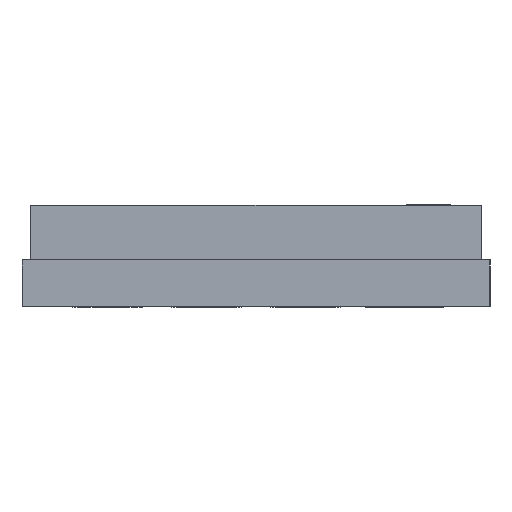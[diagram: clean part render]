
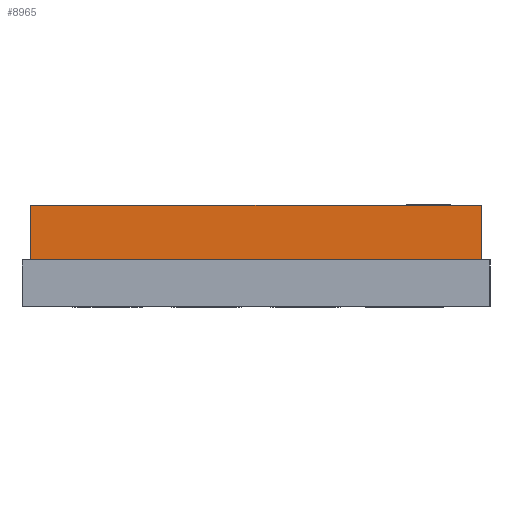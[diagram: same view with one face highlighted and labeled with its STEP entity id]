
A CAD part, left-side view. The second image highlights one B-rep face of the part: STEP entity #8965.
In plain terms, the highlighted planar face has unit normal (-1, 0, 0).
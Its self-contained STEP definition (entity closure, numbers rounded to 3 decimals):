
#538 = EDGE_CURVE ( 'NONE', #9530, #4803, #1414, .T. ) ;
#1414 = LINE ( 'NONE', #2536, #2151 ) ;
#1456 = ORIENTED_EDGE ( 'NONE', *, *, #7998, .F. ) ;
#1689 = PLANE ( 'NONE',  #5137 ) ;
#2012 = CARTESIAN_POINT ( 'NONE',  ( -13.5, 5.78, 2.6 ) ) ;
#2151 = VECTOR ( 'NONE', #7669, 1000. ) ;
#2278 = DIRECTION ( 'NONE',  ( 0., 0., -1. ) ) ;
#2479 = ORIENTED_EDGE ( 'NONE', *, *, #538, .T. ) ;
#2536 = CARTESIAN_POINT ( 'NONE',  ( -13.5, 5.78, 1.2 ) ) ;
#2691 = CARTESIAN_POINT ( 'NONE',  ( -13.5, 5.78, 2.6 ) ) ;
#2873 = DIRECTION ( 'NONE',  ( 1., 0., 0. ) ) ;
#3690 = DIRECTION ( 'NONE',  ( 0., 0., -1. ) ) ;
#3735 = DIRECTION ( 'NONE',  ( 0., 0., -1. ) ) ;
#4018 = CARTESIAN_POINT ( 'NONE',  ( -13.5, 5.78, 1.2 ) ) ;
#4803 = VERTEX_POINT ( 'NONE', #4998 ) ;
#4998 = CARTESIAN_POINT ( 'NONE',  ( -13.5, -5.78, 1.2 ) ) ;
#5016 = DIRECTION ( 'NONE',  ( 0., -1., 0. ) ) ;
#5137 = AXIS2_PLACEMENT_3D ( 'NONE', #13048, #2873, #3735 ) ;
#5254 = VERTEX_POINT ( 'NONE', #2691 ) ;
#5555 = CARTESIAN_POINT ( 'NONE',  ( -13.5, 5.78, 2.6 ) ) ;
#5662 = ORIENTED_EDGE ( 'NONE', *, *, #8900, .T. ) ;
#5841 = EDGE_LOOP ( 'NONE', ( #2479, #1456, #9331, #5662 ) ) ;
#6350 = LINE ( 'NONE', #2012, #6481 ) ;
#6481 = VECTOR ( 'NONE', #5016, 1000. ) ;
#6964 = CARTESIAN_POINT ( 'NONE',  ( -13.5, -5.78, 2.6 ) ) ;
#7669 = DIRECTION ( 'NONE',  ( 0., -1., 0. ) ) ;
#7998 = EDGE_CURVE ( 'NONE', #9481, #4803, #9779, .T. ) ;
#8900 = EDGE_CURVE ( 'NONE', #5254, #9530, #11443, .T. ) ;
#8965 = ADVANCED_FACE ( 'NONE', ( #12913 ), #1689, .F. ) ;
#9005 = VECTOR ( 'NONE', #2278, 1000. ) ;
#9331 = ORIENTED_EDGE ( 'NONE', *, *, #10591, .F. ) ;
#9481 = VERTEX_POINT ( 'NONE', #6964 ) ;
#9530 = VERTEX_POINT ( 'NONE', #4018 ) ;
#9779 = LINE ( 'NONE', #12780, #11729 ) ;
#10591 = EDGE_CURVE ( 'NONE', #5254, #9481, #6350, .T. ) ;
#11443 = LINE ( 'NONE', #5555, #9005 ) ;
#11729 = VECTOR ( 'NONE', #3690, 1000. ) ;
#12780 = CARTESIAN_POINT ( 'NONE',  ( -13.5, -5.78, 2.6 ) ) ;
#12913 = FACE_OUTER_BOUND ( 'NONE', #5841, .T. ) ;
#13048 = CARTESIAN_POINT ( 'NONE',  ( -13.5, 5.78, 2.6 ) ) ;
